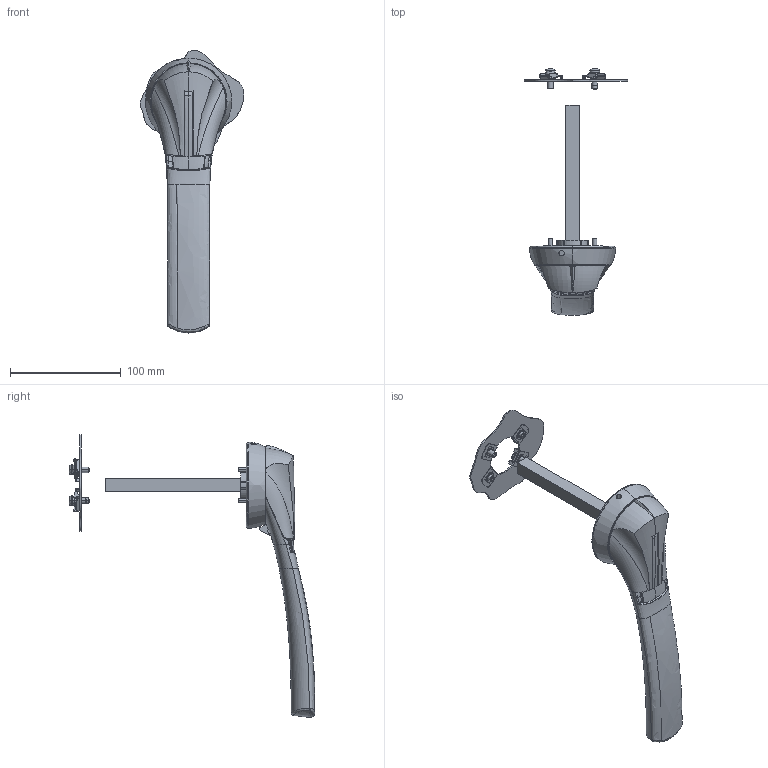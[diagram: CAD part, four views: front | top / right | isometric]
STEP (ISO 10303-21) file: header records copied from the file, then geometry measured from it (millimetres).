
FILE_DESCRIPTION((''),'2;1');
FILE_NAME('194R-HM4-L_ASM','2013-03-01T',('Dhanya'),(''),'PRO/ENGINEER BY PARAMETRIC TECHNOLOGY CORPORATION, 2010140','PRO/ENGINEER BY PARAMETRIC TECHNOLOGY CORPORATION, 2010140','');
FILE_SCHEMA(('CONFIG_CONTROL_DESIGN'));
Products named in the file (11): POIGNEE_S3; AXE_POIGNEE_S3; CAPOT_POIGNEE_S1_S2_S3; DECOUPE_PORTE_POIGNEE_S3; ECROU_CLIPS_POIGNEE_S3; JOIN_POIGNEE_S1_S2_S3_S4; LANGUETTE_POIGNEE_S1_S2_S3; VIS_FIX_AR_POIGNEE_S3; VIS_FIX_AV_POIGNEE_S1_S2_S3_S4; 194R-HM4-L_STP_ASM; 194R-HM4-L_ASM
Assembly tree (19 placements, depth 3):
  194R-HM4-L_ASM
    194R-HM4-L_STP_ASM
      POIGNEE_S3
      AXE_POIGNEE_S3
      CAPOT_POIGNEE_S1_S2_S3
      DECOUPE_PORTE_POIGNEE_S3
      ECROU_CLIPS_POIGNEE_S3  x4
      JOIN_POIGNEE_S1_S2_S3_S4
      LANGUETTE_POIGNEE_S1_S2_S3
      VIS_FIX_AR_POIGNEE_S3  x4
      VIS_FIX_AV_POIGNEE_S1_S2_S3_S4  x4
Bounding box: 93.55 x 222.19 x 255.54 mm (x, y, z)
Volume: 240720.8 mm3; surface area: 87958 mm2
Topology: 18 solids, 18 shells, 2091 faces, 5949 edges, 3983 vertices
Faces by surface type: plane 1155, cylinder 678, bspline 109, cone 58, torus 40, extrusion 31, revolution 12, sphere 8
Entity records: 93443 total; most frequent: CARTESIAN_POINT 52428, ORIENTED_EDGE 8960, DIRECTION 7975, EDGE_CURVE 4480, VERTEX_POINT 3038, AXIS2_PLACEMENT_3D 2717, VECTOR 2535, LINE 2504
